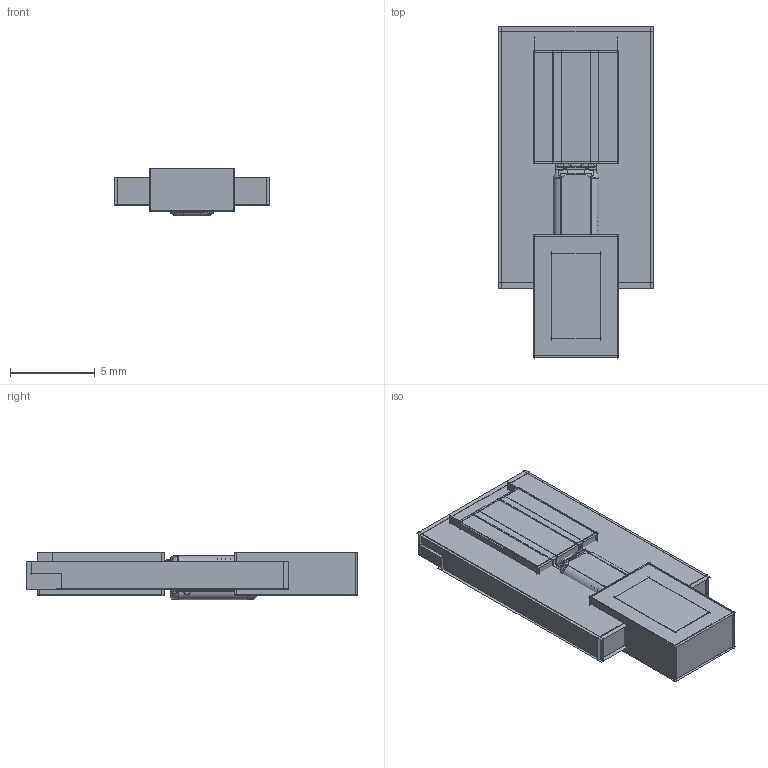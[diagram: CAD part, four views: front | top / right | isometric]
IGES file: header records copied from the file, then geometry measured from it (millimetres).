
Start section:  PTC IGES file: ffh-23605-i02_asm.igs
Global section: file name: ffh-23605-i02_asm.igs; native system: Pro/ENGINEER by Parametric Technology Corporation; preprocessor: 2011220; author: oqiu; organization: Unknown; date: 20120412.141752; units: inch
Bounding box: 9.13 x 19.58 x 2.82 mm (x, y, z)
Volume: 508.3 mm3; surface area: 5966.3 mm2
Topology: 28 solids, 28 shells, 2088 faces, 10643 edges, 13560 vertices
Faces by surface type: revolution 1162, bspline 926
